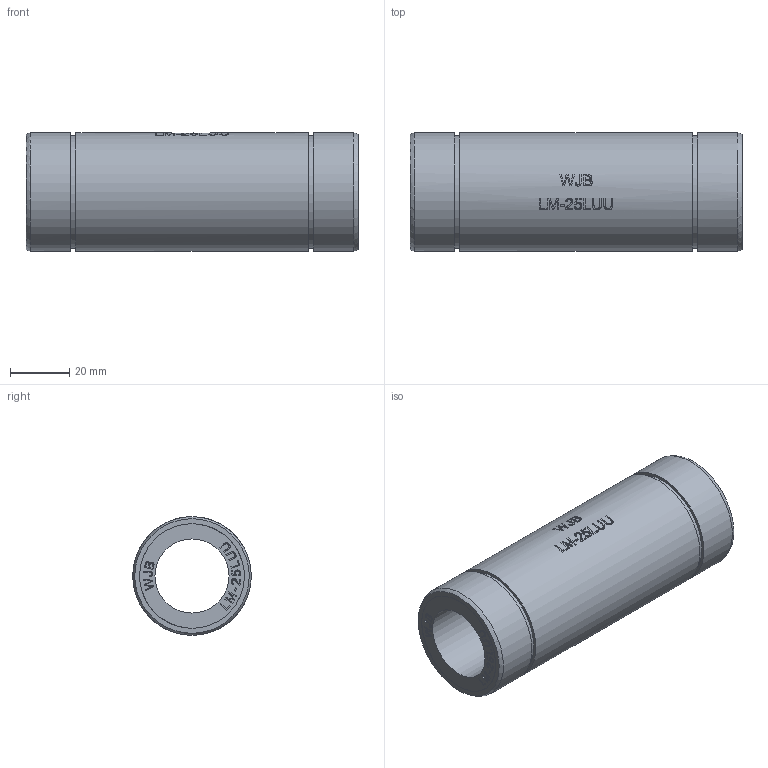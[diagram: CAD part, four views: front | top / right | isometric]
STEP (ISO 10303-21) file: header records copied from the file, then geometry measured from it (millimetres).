
FILE_DESCRIPTION(/* description */ (''),/* implementation_level */ '2;1');
FILE_NAME(/* name */ 'WJB-LM25LUU.stp',/* time_stamp */ '2018-09-04T23:15:43+08:00',/* author */ (''),/* organization */ (''),/* preprocessor_version */ 'ST-DEVELOPER v11',/* originating_system */ 'SIEMENS UGS NX 6.0',/* authorisation */ '');
FILE_SCHEMA (('CONFIG_CONTROL_DESIGN'));
Length unit declared in the file: millimetre
Products named in the file (1): WJB-LM25LUU
Bounding box: 112 x 40 x 40 mm (x, y, z)
Volume: 85063.4 mm3; surface area: 24794 mm2
Topology: 1 solids, 1 shells, 312 faces, 811 edges, 546 vertices
Faces by surface type: plane 205, extrusion 84, cylinder 21, torus 2
Full cylindrical faces by diameter (mm): 25 x1, 35.3 x2, 38 x2, 40 x3
Entity records: 12419 total; most frequent: CARTESIAN_POINT 5242, ORIENTED_EDGE 1602, DIRECTION 1091, EDGE_CURVE 801, VERTEX_POINT 546, VECTOR 509, LINE 425, B_SPLINE_CURVE_WITH_KNOTS 398
